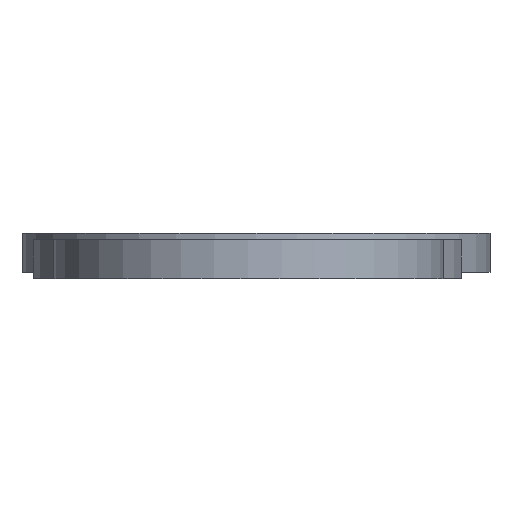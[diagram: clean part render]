
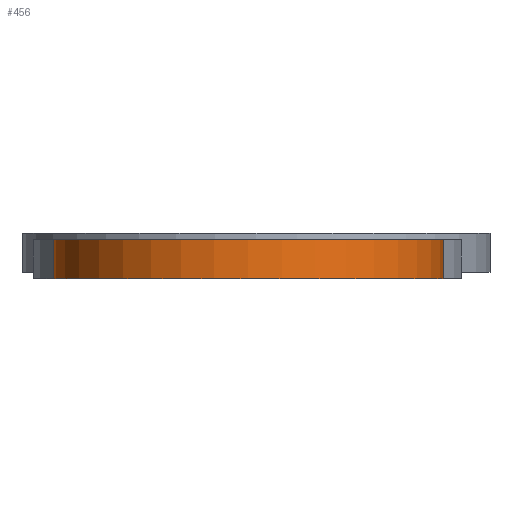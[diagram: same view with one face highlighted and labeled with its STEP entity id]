
A CAD part, left-side view. The second image highlights one B-rep face of the part: STEP entity #456.
In plain terms, the highlighted cylindrical face has radius 5 mm (diameter 10 mm), a full revolution.
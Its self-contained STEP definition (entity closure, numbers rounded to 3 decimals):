
#119=FACE_BOUND('',#162,.T.);
#131=FACE_OUTER_BOUND('',#161,.T.);
#161=EDGE_LOOP('',(#330));
#162=EDGE_LOOP('',(#331));
#199=CIRCLE('',#490,5.);
#200=CIRCLE('',#492,5.);
#226=VERTEX_POINT('',#710);
#227=VERTEX_POINT('',#713);
#269=EDGE_CURVE('',#226,#226,#199,.T.);
#270=EDGE_CURVE('',#227,#227,#200,.T.);
#330=ORIENTED_EDGE('',*,*,#269,.F.);
#331=ORIENTED_EDGE('',*,*,#270,.F.);
#445=CYLINDRICAL_SURFACE('',#491,5.);
#456=ADVANCED_FACE('',(#131,#119),#445,.T.);
#490=AXIS2_PLACEMENT_3D('',#711,#557,#558);
#491=AXIS2_PLACEMENT_3D('',#712,#559,#560);
#492=AXIS2_PLACEMENT_3D('',#714,#561,#562);
#557=DIRECTION('center_axis',(0.,0.,-1.));
#558=DIRECTION('ref_axis',(-1.,0.,0.));
#559=DIRECTION('center_axis',(0.,0.,1.));
#560=DIRECTION('ref_axis',(-1.,0.,0.));
#561=DIRECTION('center_axis',(0.,0.,1.));
#562=DIRECTION('ref_axis',(-1.,0.,0.));
#710=CARTESIAN_POINT('',(5.,0.,-0.5));
#711=CARTESIAN_POINT('Origin',(0.,0.,-0.5));
#712=CARTESIAN_POINT('Origin',(0.,0.,0.));
#713=CARTESIAN_POINT('',(5.,0.,0.5));
#714=CARTESIAN_POINT('Origin',(0.,0.,0.5));
